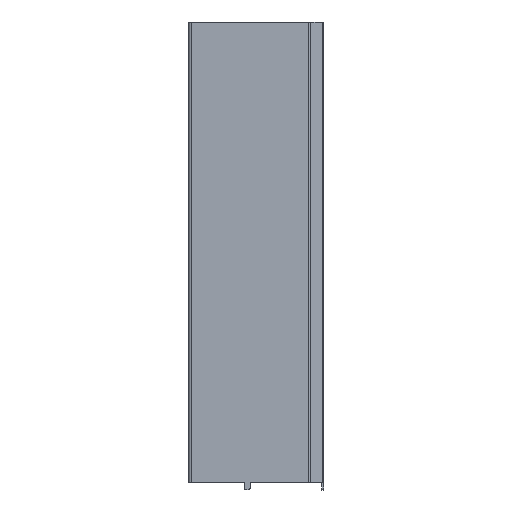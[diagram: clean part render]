
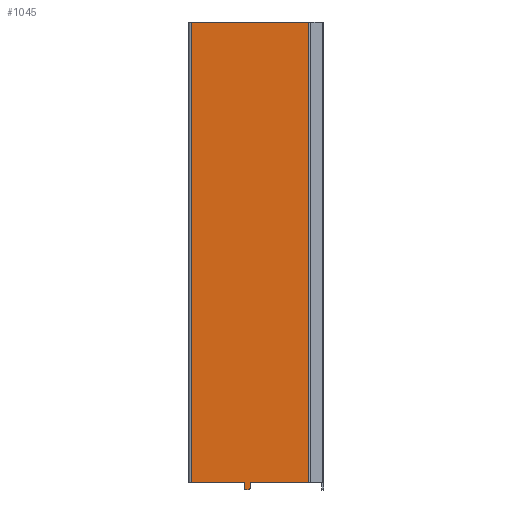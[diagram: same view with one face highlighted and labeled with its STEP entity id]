
A CAD part, top view. The second image highlights one B-rep face of the part: STEP entity #1045.
In plain terms, the highlighted planar face has unit normal (0, 0, 1).
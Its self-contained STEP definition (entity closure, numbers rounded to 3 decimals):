
#53=PLANE('',#1148);
#97=FACE_OUTER_BOUND('',#153,.T.);
#153=EDGE_LOOP('',(#908,#909,#910,#911,#912,#913,#914,#915,#916,#917));
#202=LINE('',#1576,#311);
#216=LINE('',#1615,#325);
#236=LINE('',#1667,#345);
#245=LINE('',#1692,#354);
#255=LINE('',#1716,#364);
#258=LINE('',#1724,#367);
#261=LINE('',#1732,#370);
#262=LINE('',#1734,#371);
#311=VECTOR('',#1261,10.);
#325=VECTOR('',#1289,10.);
#345=VECTOR('',#1343,10.);
#354=VECTOR('',#1376,10.);
#364=VECTOR('',#1394,10.);
#367=VECTOR('',#1403,1000.);
#370=VECTOR('',#1412,1000.);
#371=VECTOR('',#1415,1000.);
#424=CIRCLE('',#1143,1.);
#425=CIRCLE('',#1146,1.);
#474=VERTEX_POINT('',#1573);
#475=VERTEX_POINT('',#1575);
#492=VERTEX_POINT('',#1612);
#493=VERTEX_POINT('',#1614);
#512=VERTEX_POINT('',#1690);
#522=VERTEX_POINT('',#1714);
#523=VERTEX_POINT('',#1718);
#524=VERTEX_POINT('',#1722);
#525=VERTEX_POINT('',#1726);
#526=VERTEX_POINT('',#1730);
#588=EDGE_CURVE('',#475,#474,#202,.T.);
#607=EDGE_CURVE('',#493,#492,#216,.T.);
#635=EDGE_CURVE('',#493,#474,#236,.T.);
#646=EDGE_CURVE('',#475,#512,#245,.T.);
#658=EDGE_CURVE('',#492,#522,#255,.T.);
#660=EDGE_CURVE('',#522,#523,#424,.T.);
#662=EDGE_CURVE('',#523,#524,#258,.T.);
#664=EDGE_CURVE('',#524,#525,#425,.T.);
#666=EDGE_CURVE('',#525,#526,#261,.T.);
#667=EDGE_CURVE('',#526,#512,#262,.T.);
#908=ORIENTED_EDGE('',*,*,#635,.F.);
#909=ORIENTED_EDGE('',*,*,#607,.T.);
#910=ORIENTED_EDGE('',*,*,#658,.T.);
#911=ORIENTED_EDGE('',*,*,#660,.T.);
#912=ORIENTED_EDGE('',*,*,#662,.T.);
#913=ORIENTED_EDGE('',*,*,#664,.T.);
#914=ORIENTED_EDGE('',*,*,#666,.T.);
#915=ORIENTED_EDGE('',*,*,#667,.T.);
#916=ORIENTED_EDGE('',*,*,#646,.F.);
#917=ORIENTED_EDGE('',*,*,#588,.T.);
#1045=ADVANCED_FACE('',(#97),#53,.F.);
#1143=AXIS2_PLACEMENT_3D('',#1720,#1398,#1399);
#1146=AXIS2_PLACEMENT_3D('',#1728,#1407,#1408);
#1148=AXIS2_PLACEMENT_3D('',#1733,#1413,#1414);
#1261=DIRECTION('',(-1.,0.,0.));
#1289=DIRECTION('',(1.,0.,0.));
#1343=DIRECTION('',(0.,1.,0.));
#1376=DIRECTION('',(0.,-1.,0.));
#1394=DIRECTION('',(0.,-1.,0.));
#1398=DIRECTION('center_axis',(0.,0.,1.));
#1399=DIRECTION('ref_axis',(-0.707,-0.707,0.));
#1403=DIRECTION('',(1.,0.,0.));
#1407=DIRECTION('center_axis',(0.,0.,1.));
#1408=DIRECTION('ref_axis',(0.707,-0.707,0.));
#1412=DIRECTION('',(0.,1.,0.));
#1413=DIRECTION('center_axis',(0.,0.,-1.));
#1414=DIRECTION('ref_axis',(-1.,0.,0.));
#1415=DIRECTION('',(1.,0.,0.));
#1573=CARTESIAN_POINT('',(-67.6,0.,61.97));
#1575=CARTESIAN_POINT('',(-7.721,0.,61.97));
#1576=CARTESIAN_POINT('',(-4.424,0.,61.97));
#1612=CARTESIAN_POINT('',(-40.6,-235.,61.97));
#1614=CARTESIAN_POINT('',(-67.6,-235.,61.97));
#1615=CARTESIAN_POINT('',(-31.324,-235.,61.97));
#1667=CARTESIAN_POINT('',(-67.6,-235.,61.97));
#1690=CARTESIAN_POINT('',(-7.721,-235.,61.97));
#1692=CARTESIAN_POINT('',(-7.721,-235.,61.97));
#1714=CARTESIAN_POINT('',(-40.6,-238.,61.97));
#1716=CARTESIAN_POINT('',(-40.6,-229.9,61.97));
#1718=CARTESIAN_POINT('',(-39.6,-239.,61.97));
#1720=CARTESIAN_POINT('Origin',(-39.6,-238.,61.97));
#1722=CARTESIAN_POINT('',(-38.6,-239.,61.97));
#1724=CARTESIAN_POINT('',(-42.4,-239.,61.97));
#1726=CARTESIAN_POINT('',(-37.6,-238.,61.97));
#1728=CARTESIAN_POINT('Origin',(-38.6,-238.,61.97));
#1730=CARTESIAN_POINT('',(-37.6,-235.,61.97));
#1732=CARTESIAN_POINT('',(-37.6,-235.,61.97));
#1733=CARTESIAN_POINT('Origin',(-7.249,-235.,61.97));
#1734=CARTESIAN_POINT('',(-7.249,-235.,61.97));
